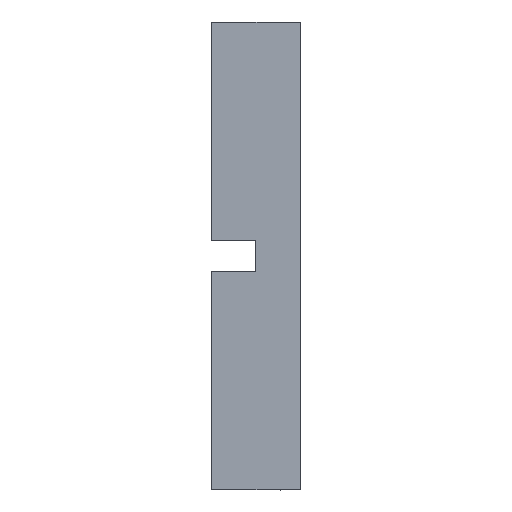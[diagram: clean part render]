
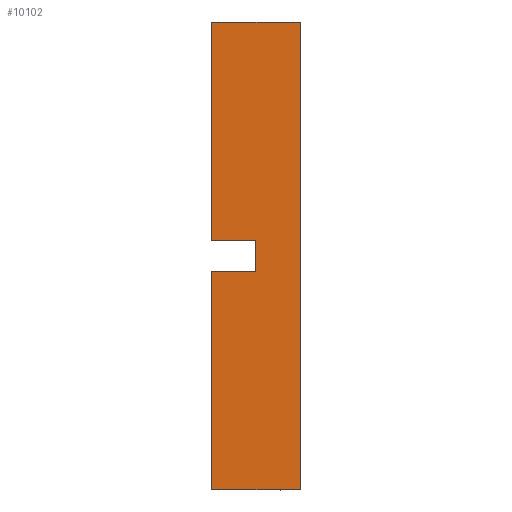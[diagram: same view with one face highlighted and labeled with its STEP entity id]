
A CAD part, left-side view. The second image highlights one B-rep face of the part: STEP entity #10102.
In plain terms, the highlighted planar face has unit normal (-1, 0, 0).
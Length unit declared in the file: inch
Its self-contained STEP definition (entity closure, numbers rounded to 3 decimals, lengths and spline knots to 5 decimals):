
#260 = DIRECTION ( 'NONE',  ( 0., 0., -1. ) ) ;
#280 = VECTOR ( 'NONE', #550, 39.37008 ) ;
#340 = DIRECTION ( 'NONE',  ( 0., 0., 1. ) ) ;
#377 = CARTESIAN_POINT ( 'NONE',  ( -1.0669, 0.125, -0.045 ) ) ;
#540 = ORIENTED_EDGE ( 'NONE', *, *, #9611, .F. ) ;
#550 = DIRECTION ( 'NONE',  ( 0., 1., 0. ) ) ;
#652 = DIRECTION ( 'NONE',  ( 0., 0., 1. ) ) ;
#800 = CARTESIAN_POINT ( 'NONE',  ( -1.0669, 0.25, 0.045 ) ) ;
#1036 = VECTOR ( 'NONE', #17547, 39.37008 ) ;
#2075 = CARTESIAN_POINT ( 'NONE',  ( -1.0669, 0.25, -0.66 ) ) ;
#2107 = ORIENTED_EDGE ( 'NONE', *, *, #2985, .F. ) ;
#2985 = EDGE_CURVE ( 'NONE', #3779, #11800, #5655, .T. ) ;
#3125 = FACE_OUTER_BOUND ( 'NONE', #9830, .T. ) ;
#3322 = EDGE_CURVE ( 'NONE', #18488, #19550, #5149, .T. ) ;
#3779 = VERTEX_POINT ( 'NONE', #20713 ) ;
#4009 = LINE ( 'NONE', #7329, #280 ) ;
#4098 = VECTOR ( 'NONE', #20195, 39.37008 ) ;
#4219 = ORIENTED_EDGE ( 'NONE', *, *, #13745, .F. ) ;
#4629 = VECTOR ( 'NONE', #9760, 39.37008 ) ;
#5149 = LINE ( 'NONE', #19863, #4629 ) ;
#5503 = DIRECTION ( 'NONE',  ( 0., 1., 0. ) ) ;
#5655 = LINE ( 'NONE', #13939, #6427 ) ;
#5746 = LINE ( 'NONE', #17248, #20523 ) ;
#5830 = VECTOR ( 'NONE', #17571, 39.37008 ) ;
#6427 = VECTOR ( 'NONE', #5503, 39.37008 ) ;
#7329 = CARTESIAN_POINT ( 'NONE',  ( -1.0669, 0.125, 0.045 ) ) ;
#7487 = CARTESIAN_POINT ( 'NONE',  ( -1.0669, 0.25, -0.045 ) ) ;
#7703 = ORIENTED_EDGE ( 'NONE', *, *, #3322, .F. ) ;
#7841 = VERTEX_POINT ( 'NONE', #18644 ) ;
#8402 = CARTESIAN_POINT ( 'NONE',  ( -1.0669, 0.25, 0.525 ) ) ;
#8567 = ORIENTED_EDGE ( 'NONE', *, *, #9188, .T. ) ;
#9153 = VECTOR ( 'NONE', #652, 39.37008 ) ;
#9177 = AXIS2_PLACEMENT_3D ( 'NONE', #10527, #17165, #260 ) ;
#9188 = EDGE_CURVE ( 'NONE', #3779, #7841, #5746, .T. ) ;
#9611 = EDGE_CURVE ( 'NONE', #19535, #19467, #11018, .T. ) ;
#9760 = DIRECTION ( 'NONE',  ( 0., 0., 1. ) ) ;
#9830 = EDGE_LOOP ( 'NONE', ( #7703, #16135, #540, #20805, #4219, #2107, #8567, #18045 ) ) ;
#10102 = ADVANCED_FACE ( 'NONE', ( #3125 ), #18924, .F. ) ;
#10527 = CARTESIAN_POINT ( 'NONE',  ( -1.0669, 0.25, 0.525 ) ) ;
#10605 = LINE ( 'NONE', #377, #5830 ) ;
#11018 = LINE ( 'NONE', #20726, #9153 ) ;
#11325 = EDGE_CURVE ( 'NONE', #19535, #19209, #10605, .T. ) ;
#11800 = VERTEX_POINT ( 'NONE', #2075 ) ;
#13082 = LINE ( 'NONE', #8402, #4098 ) ;
#13745 = EDGE_CURVE ( 'NONE', #11800, #19209, #13082, .T. ) ;
#13939 = CARTESIAN_POINT ( 'NONE',  ( -1.0669, -0.27484, -0.66 ) ) ;
#15872 = CARTESIAN_POINT ( 'NONE',  ( -1.0669, -0.27484, 0.66 ) ) ;
#15881 = CARTESIAN_POINT ( 'NONE',  ( -1.0669, 0.125, -0.045 ) ) ;
#16135 = ORIENTED_EDGE ( 'NONE', *, *, #19078, .F. ) ;
#17165 = DIRECTION ( 'NONE',  ( 1., 0., 0. ) ) ;
#17248 = CARTESIAN_POINT ( 'NONE',  ( -1.0669, 0., 0.525 ) ) ;
#17547 = DIRECTION ( 'NONE',  ( 0., 1., 0. ) ) ;
#17571 = DIRECTION ( 'NONE',  ( 0., 1., 0. ) ) ;
#18045 = ORIENTED_EDGE ( 'NONE', *, *, #21133, .T. ) ;
#18488 = VERTEX_POINT ( 'NONE', #800 ) ;
#18644 = CARTESIAN_POINT ( 'NONE',  ( -1.0669, 0., 0.66 ) ) ;
#18924 = PLANE ( 'NONE',  #9177 ) ;
#19078 = EDGE_CURVE ( 'NONE', #19467, #18488, #4009, .T. ) ;
#19111 = CARTESIAN_POINT ( 'NONE',  ( -1.0669, 0.125, 0.045 ) ) ;
#19209 = VERTEX_POINT ( 'NONE', #7487 ) ;
#19467 = VERTEX_POINT ( 'NONE', #19111 ) ;
#19535 = VERTEX_POINT ( 'NONE', #15881 ) ;
#19550 = VERTEX_POINT ( 'NONE', #20964 ) ;
#19863 = CARTESIAN_POINT ( 'NONE',  ( -1.0669, 0.25, 0.525 ) ) ;
#20195 = DIRECTION ( 'NONE',  ( 0., 0., 1. ) ) ;
#20292 = LINE ( 'NONE', #15872, #1036 ) ;
#20523 = VECTOR ( 'NONE', #340, 39.37008 ) ;
#20713 = CARTESIAN_POINT ( 'NONE',  ( -1.0669, 0., -0.66 ) ) ;
#20726 = CARTESIAN_POINT ( 'NONE',  ( -1.0669, 0.125, 0.045 ) ) ;
#20805 = ORIENTED_EDGE ( 'NONE', *, *, #11325, .T. ) ;
#20964 = CARTESIAN_POINT ( 'NONE',  ( -1.0669, 0.25, 0.66 ) ) ;
#21133 = EDGE_CURVE ( 'NONE', #7841, #19550, #20292, .T. ) ;
